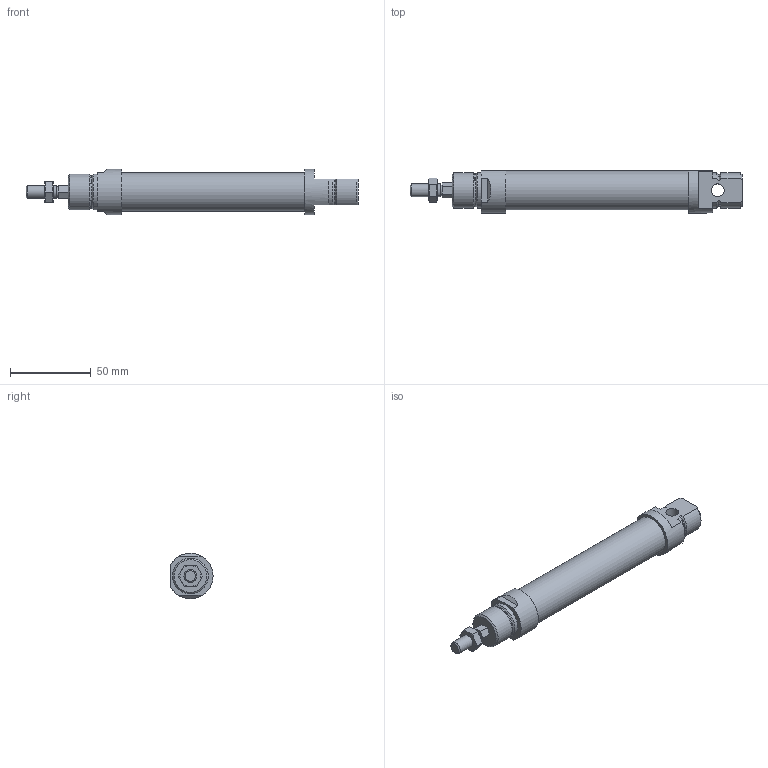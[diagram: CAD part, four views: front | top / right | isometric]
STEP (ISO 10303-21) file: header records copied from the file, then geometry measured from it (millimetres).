
FILE_DESCRIPTION( ( 'STEP AP214' ), '1' );
FILE_NAME( '1260.20.75.E(0).stp', '2021-07-16T18:51:33', ( 'License CC BY-ND 4.0' ), ( 'CADENAS' ), ' ', 'PARTsolutions', ' ' );
FILE_SCHEMA( ( 'AUTOMOTIVE_DESIGN { 1 0 10303 214 1 1 1 1 }' ) );
Length unit declared in the file: millimetre
Products named in the file (6): 1260.20.75.E(0); _barrel_iso_6432_20360E75; _fh_iso_6432_203; _rh_iso_6432_203; _rod_iso_6432_20360E75; _n_iso_6432_20
Assembly tree (5 placements, depth 2):
  1260.20.75.E(0)
    _barrel_iso_6432_20360E75
    _fh_iso_6432_203
    _rh_iso_6432_203
    _rod_iso_6432_20360E75
    _n_iso_6432_20
Bounding box: 205 x 26 x 28 mm (x, y, z)
Volume: 69024.8 mm3; surface area: 29903.7 mm2
Topology: 5 solids, 5 shells, 92 faces, 207 edges, 131 vertices
Faces by surface type: plane 46, cone 26, cylinder 20
Full cylindrical faces by diameter (mm): 6.5 x1, 6.647 x1, 8 x2, 8.566 x2, 16 x2, 20.3 x1, 22 x2, 24 x1
Entity records: 3340 total; most frequent: CARTESIAN_POINT 530, DIRECTION 414, ORIENTED_EDGE 372, EDGE_CURVE 186, AXIS2_PLACEMENT_3D 166, VERTEX_POINT 130, EDGE_LOOP 126, FACE_OUTER_BOUND 104
